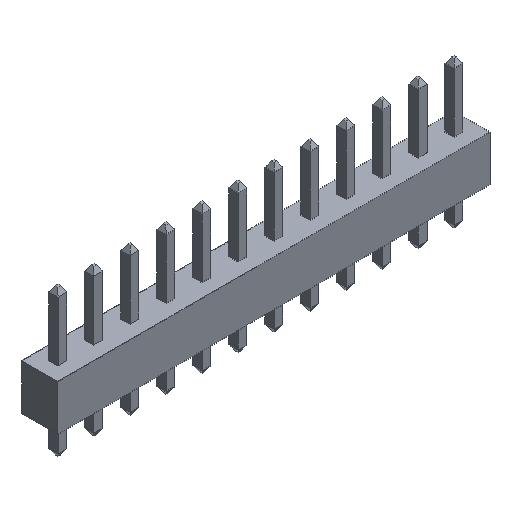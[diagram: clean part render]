
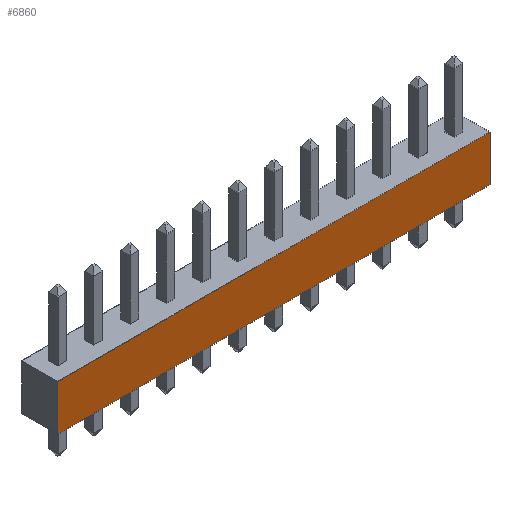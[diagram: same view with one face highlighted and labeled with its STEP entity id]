
A CAD part, isometric view. The second image highlights one B-rep face of the part: STEP entity #6860.
In plain terms, the highlighted planar face has unit normal (0, -1, 0).
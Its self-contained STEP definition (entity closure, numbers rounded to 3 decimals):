
#6737 = CARTESIAN_POINT ( 'NONE',  ( 23., -1., 0. ) ) ;
#6738 = VERTEX_POINT ( 'NONE', #6737 ) ;
#6755 = CARTESIAN_POINT ( 'NONE',  ( 23., -1., 2.54 ) ) ;
#6756 = VERTEX_POINT ( 'NONE', #6755 ) ;
#6763 = CARTESIAN_POINT ( 'NONE',  ( 23., -1., 2.54 ) ) ;
#6764 = DIRECTION ( 'NONE',  ( 0., 0., -1. ) ) ;
#6765 = VECTOR ( 'NONE', #6764, 1000. ) ;
#6766 = LINE ( 'NONE', #6763, #6765 ) ;
#6767 = EDGE_CURVE ( 'NONE', #6756, #6738, #6766, .T. ) ;
#6808 = CARTESIAN_POINT ( 'NONE',  ( -1., -1., 0. ) ) ;
#6809 = VERTEX_POINT ( 'NONE', #6808 ) ;
#6816 = CARTESIAN_POINT ( 'NONE',  ( -1., -1., 2.54 ) ) ;
#6817 = VERTEX_POINT ( 'NONE', #6816 ) ;
#6818 = CARTESIAN_POINT ( 'NONE',  ( -1., -1., 2.54 ) ) ;
#6819 = DIRECTION ( 'NONE',  ( 0., 0., -1. ) ) ;
#6820 = VECTOR ( 'NONE', #6819, 1000. ) ;
#6821 = LINE ( 'NONE', #6818, #6820 ) ;
#6822 = EDGE_CURVE ( 'NONE', #6817, #6809, #6821, .T. ) ;
#6839 = CARTESIAN_POINT ( 'NONE',  ( -1., -1., 0. ) ) ;
#6840 = DIRECTION ( 'NONE',  ( 1., 0., 0. ) ) ;
#6841 = VECTOR ( 'NONE', #6840, 1000. ) ;
#6842 = LINE ( 'NONE', #6839, #6841 ) ;
#6843 = EDGE_CURVE ( 'NONE', #6809, #6738, #6842, .T. ) ;
#6844 = ORIENTED_EDGE ( 'NONE', *, *, #6843, .T. ) ;
#6845 = ORIENTED_EDGE ( 'NONE', *, *, #6767, .F. ) ;
#6846 = CARTESIAN_POINT ( 'NONE',  ( -1., -1., 2.54 ) ) ;
#6847 = DIRECTION ( 'NONE',  ( 1., 0., 0. ) ) ;
#6848 = VECTOR ( 'NONE', #6847, 1000. ) ;
#6849 = LINE ( 'NONE', #6846, #6848 ) ;
#6850 = EDGE_CURVE ( 'NONE', #6817, #6756, #6849, .T. ) ;
#6851 = ORIENTED_EDGE ( 'NONE', *, *, #6850, .F. ) ;
#6852 = ORIENTED_EDGE ( 'NONE', *, *, #6822, .T. ) ;
#6853 = EDGE_LOOP ( 'NONE', ( #6844, #6845, #6851, #6852 ) ) ;
#6854 = FACE_OUTER_BOUND ( 'NONE', #6853, .T. ) ;
#6855 = CARTESIAN_POINT ( 'NONE',  ( -1., -1., 2.54 ) ) ;
#6856 = DIRECTION ( 'NONE',  ( 0., 1., 0. ) ) ;
#6857 = DIRECTION ( 'NONE',  ( -1., 0., 0. ) ) ;
#6858 = AXIS2_PLACEMENT_3D ( 'NONE', #6855, #6856, #6857 ) ;
#6859 = PLANE ( 'NONE', #6858 ) ;
#6860 = ADVANCED_FACE ( 'NONE', ( #6854 ), #6859, .F. ) ;
